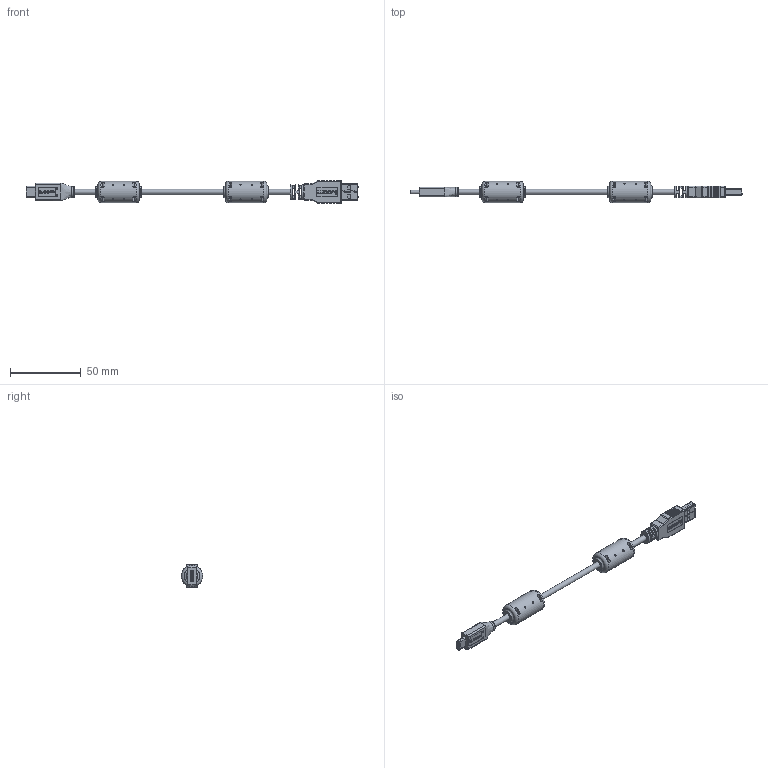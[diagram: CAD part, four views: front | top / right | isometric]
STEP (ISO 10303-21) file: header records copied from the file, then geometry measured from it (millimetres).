
FILE_DESCRIPTION (( 'STEP AP214' ), '1' );
FILE_NAME ('U3A00011.STEP', '2018-04-19T16:06:56', ( '' ), ( '' ), 'SwSTEP 2.0', 'SolidWorks 2017', '' );
FILE_SCHEMA (( 'AUTOMOTIVE_DESIGN' ));
Length unit declared in the file: inch
Products named in the file (16): MTN-593; 1AA05-046-MA3; MTN-927_USB 3.0 WITH LCOM LOGO; MTN-928_NO CABLE; 1AA05-099_No Shells; 1AA05-099-MA2; 1AA05-099-MA1; 1AL08-363; U3A00011; MTN-241; MTN-594_NO CABLE; 1AA05-046-MA2_Without Crimp; 1AA05-046-MA1
Assembly tree (16 placements, depth 4):
  U3A00011
    1AL08-363
    MTN-927_USB 3.0 WITH LCOM LOGO
      MTN-927_USB 3.0 WITH LCOM LOGO
      1AA05-099_No Shells
        1AA05-099-MA1
        1AA05-099-MA2
      MTN-928_NO CABLE
    MTN-594_NO CABLE
      MTN-593
        1AA05-046-MA3
        MTN-593
      1AA05-046-MA1
      1AA05-046-MA2_Without Crimp
      MTN-594_NO CABLE
    MTN-241  x2
Bounding box: 234.35 x 15.18 x 16 mm (x, y, z)
Volume: 15358.3 mm3; surface area: 15809.5 mm2
Topology: 26 solids, 26 shells, 2736 faces, 7261 edges, 4730 vertices
Faces by surface type: plane 1905, cylinder 559, bspline 190, sphere 42, torus 36, cone 4
Full cylindrical faces by diameter (mm): 0.9 x4, 1.016 x16, 1.2 x2, 4 x1, 4.8 x1, 5.105 x4, 5.5 x2, 7.874 x4, 10.5 x2, 15.24 x2
Entity records: 97880 total; most frequent: CARTESIAN_POINT 24891, ORIENTED_EDGE 13770, DIRECTION 12280, EDGE_CURVE 6885, VECTOR 5354, LINE 5354, VERTEX_POINT 4543, AXIS2_PLACEMENT_3D 3463
